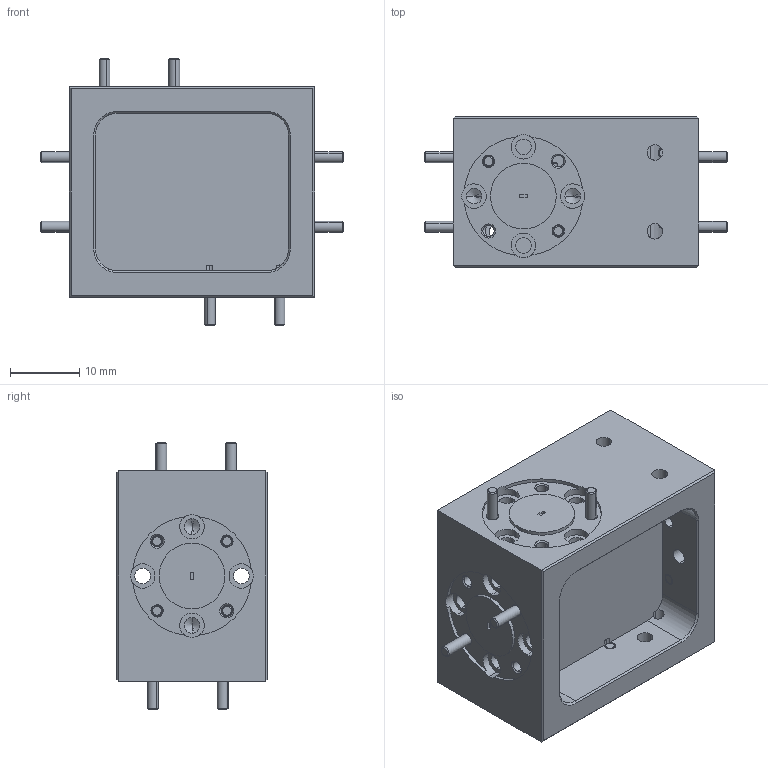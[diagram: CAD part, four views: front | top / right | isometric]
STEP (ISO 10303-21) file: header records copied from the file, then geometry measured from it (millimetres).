
FILE_DESCRIPTION (( 'STEP AP203' ), '1' );
FILE_NAME ('WD-DB-04-A.STEP', '2024-01-26T23:03:00', ( '' ), ( '' ), 'SwSTEP 2.0', 'SolidWorks 2021', '' );
FILE_SCHEMA (( 'CONFIG_CONTROL_DESIGN' ));
Length unit declared in the file: inch
Products named in the file (1): WD-DB-04-A
Bounding box: 43.81 x 21.78 x 38.73 mm (x, y, z)
Volume: 13327.5 mm3; surface area: 8698.5 mm2
Topology: 41 solids, 41 shells, 1235 faces, 2529 edges, 1472 vertices
Faces by surface type: cone 447, plane 444, cylinder 344
Entity records: 33057 total; most frequent: CARTESIAN_POINT 6712, DIRECTION 5882, ORIENTED_EDGE 5026, EDGE_CURVE 2513, AXIS2_PLACEMENT_3D 2382, VERTEX_POINT 1472, EDGE_LOOP 1403, FACE_OUTER_BOUND 1235
